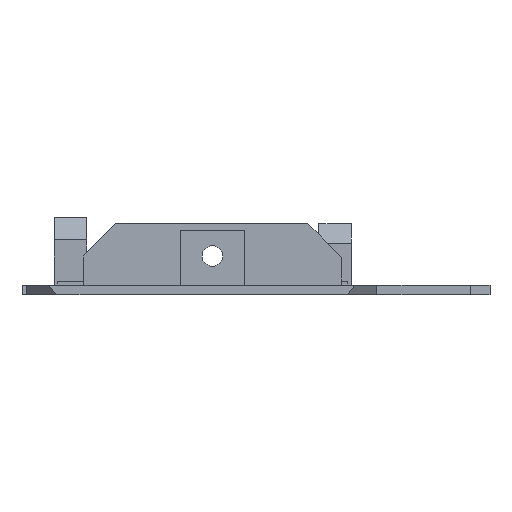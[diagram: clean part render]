
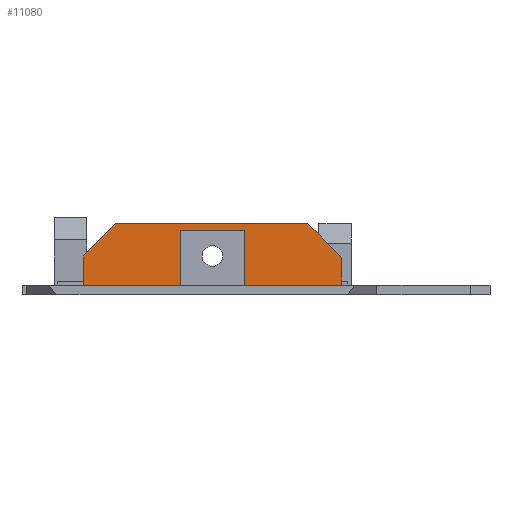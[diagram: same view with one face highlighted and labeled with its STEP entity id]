
A CAD part, left-side view. The second image highlights one B-rep face of the part: STEP entity #11080.
In plain terms, the highlighted planar face has unit normal (-1, 0, 0).
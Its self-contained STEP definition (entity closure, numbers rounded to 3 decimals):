
#82=FACE_OUTER_BOUND('',#804,.T.);
#804=EDGE_LOOP('',(#7678,#7679,#7680,#7681,#7682,#7683,#7684,#7685,#7686,
#7687));
#1489=LINE('',#15499,#3080);
#1490=LINE('',#15502,#3081);
#1568=LINE('',#15660,#3159);
#1951=LINE('',#16419,#3542);
#1952=LINE('',#16421,#3543);
#1953=LINE('',#16423,#3544);
#1954=LINE('',#16425,#3545);
#1955=LINE('',#16427,#3546);
#1956=LINE('',#16428,#3547);
#1957=LINE('',#16429,#3548);
#3080=VECTOR('',#12481,10.);
#3081=VECTOR('',#12484,10.);
#3159=VECTOR('',#12572,10.);
#3542=VECTOR('',#13029,10.);
#3543=VECTOR('',#13030,10.);
#3544=VECTOR('',#13031,10.);
#3545=VECTOR('',#13032,10.);
#3546=VECTOR('',#13033,10.);
#3547=VECTOR('',#13034,10.);
#3548=VECTOR('',#13035,10.);
#4668=VERTEX_POINT('',#15491);
#4671=VERTEX_POINT('',#15497);
#4672=VERTEX_POINT('',#15501);
#4746=VERTEX_POINT('',#15657);
#4747=VERTEX_POINT('',#15659);
#5086=VERTEX_POINT('',#16418);
#5087=VERTEX_POINT('',#16420);
#5088=VERTEX_POINT('',#16422);
#5089=VERTEX_POINT('',#16424);
#5090=VERTEX_POINT('',#16426);
#5557=EDGE_CURVE('',#4671,#4668,#1489,.T.);
#5558=EDGE_CURVE('',#4668,#4672,#1490,.T.);
#5636=EDGE_CURVE('',#4746,#4747,#1568,.T.);
#6019=EDGE_CURVE('',#5086,#4671,#1951,.T.);
#6020=EDGE_CURVE('',#5086,#5087,#1952,.T.);
#6021=EDGE_CURVE('',#5087,#5088,#1953,.T.);
#6022=EDGE_CURVE('',#5088,#5089,#1954,.T.);
#6023=EDGE_CURVE('',#5090,#5089,#1955,.T.);
#6024=EDGE_CURVE('',#4747,#5090,#1956,.T.);
#6025=EDGE_CURVE('',#4746,#4672,#1957,.T.);
#7678=ORIENTED_EDGE('',*,*,#5557,.F.);
#7679=ORIENTED_EDGE('',*,*,#6019,.F.);
#7680=ORIENTED_EDGE('',*,*,#6020,.T.);
#7681=ORIENTED_EDGE('',*,*,#6021,.T.);
#7682=ORIENTED_EDGE('',*,*,#6022,.T.);
#7683=ORIENTED_EDGE('',*,*,#6023,.F.);
#7684=ORIENTED_EDGE('',*,*,#6024,.F.);
#7685=ORIENTED_EDGE('',*,*,#5636,.F.);
#7686=ORIENTED_EDGE('',*,*,#6025,.T.);
#7687=ORIENTED_EDGE('',*,*,#5558,.F.);
#10369=PLANE('',#11805);
#11080=ADVANCED_FACE('',(#82),#10369,.T.);
#11805=AXIS2_PLACEMENT_3D('',#16417,#13027,#13028);
#12481=DIRECTION('',(0.,0.,1.));
#12484=DIRECTION('',(0.,1.,0.));
#12572=DIRECTION('',(0.,1.,0.));
#13027=DIRECTION('center_axis',(-1.,0.,0.));
#13028=DIRECTION('ref_axis',(0.,0.,1.));
#13029=DIRECTION('',(0.,1.,0.));
#13030=DIRECTION('',(0.,0.,1.));
#13031=DIRECTION('',(0.,0.707,0.707));
#13032=DIRECTION('',(0.,1.,0.));
#13033=DIRECTION('',(0.,-0.707,0.707));
#13034=DIRECTION('',(0.,0.,1.));
#13035=DIRECTION('',(0.,0.,1.));
#15491=CARTESIAN_POINT('',(-46.7,31.5,10.));
#15497=CARTESIAN_POINT('',(-46.7,31.5,1.));
#15499=CARTESIAN_POINT('',(-46.7,31.5,1.));
#15501=CARTESIAN_POINT('',(-46.7,41.5,10.));
#15502=CARTESIAN_POINT('',(-46.7,31.5,10.));
#15657=CARTESIAN_POINT('',(-46.7,41.5,1.));
#15659=CARTESIAN_POINT('',(-46.7,56.5,1.));
#15660=CARTESIAN_POINT('',(-46.7,41.5,1.));
#16417=CARTESIAN_POINT('Origin',(-46.7,21.713,11.));
#16418=CARTESIAN_POINT('',(-46.7,16.5,1.));
#16419=CARTESIAN_POINT('',(-46.7,19.107,1.));
#16420=CARTESIAN_POINT('',(-46.7,16.5,5.787));
#16421=CARTESIAN_POINT('',(-46.7,16.5,1.));
#16422=CARTESIAN_POINT('',(-46.7,21.713,11.));
#16423=CARTESIAN_POINT('',(-46.7,16.5,5.787));
#16424=CARTESIAN_POINT('',(-46.7,51.5,11.));
#16425=CARTESIAN_POINT('',(-46.7,21.713,11.));
#16426=CARTESIAN_POINT('',(-46.7,56.5,6.));
#16427=CARTESIAN_POINT('',(-46.7,44.053,18.447));
#16428=CARTESIAN_POINT('',(-46.7,56.5,1.));
#16429=CARTESIAN_POINT('',(-46.7,41.5,1.));
